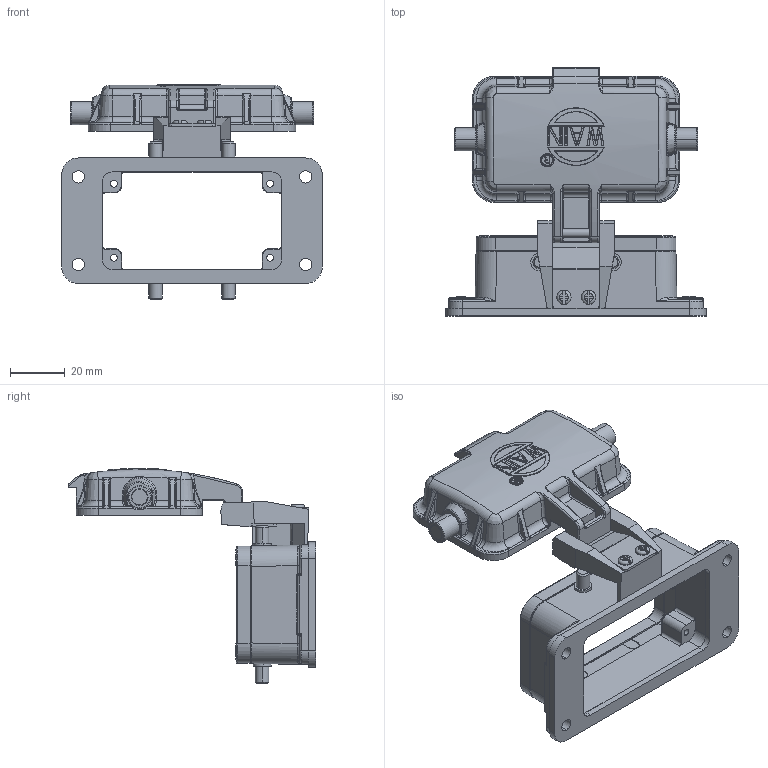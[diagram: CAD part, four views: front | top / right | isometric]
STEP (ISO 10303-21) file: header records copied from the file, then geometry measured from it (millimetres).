
FILE_DESCRIPTION(/* description */ (''),/* implementation_level */ '2;1');
FILE_NAME(/* name */ '3D_1240103701101_HV10B-BK-4B-MCV_V1.1.STP',/* time_stamp */ '2023-12-14T16:58:55+08:00',/* author */ (''),/* organization */ (''),/* preprocessor_version */ 'ST-DEVELOPER v18.1',/* originating_system */ 'SIEMENS PLM Software NX 1980',/* authorisation */ '');
FILE_SCHEMA (('AUTOMOTIVE_DESIGN { 1 0 10303 214 3 1 1 1 }'));
Products named in the file (1): 1459090CE1E3mvm1
Bounding box: 95 x 90.37 x 78.45 mm (x, y, z)
Volume: 54305.7 mm3; surface area: 38490.6 mm2
Topology: 1 solids, 2 shells, 1369 faces, 3358 edges, 2038 vertices
Faces by surface type: cylinder 499, plane 444, torus 254, bspline 92, cone 54, sphere 17, extrusion 9
Entity records: 47949 total; most frequent: CARTESIAN_POINT 18838, ORIENTED_EDGE 6702, DIRECTION 5082, EDGE_CURVE 3351, VERTEX_POINT 2038, AXIS2_PLACEMENT_3D 1908, EDGE_LOOP 1447, ADVANCED_FACE 1369
